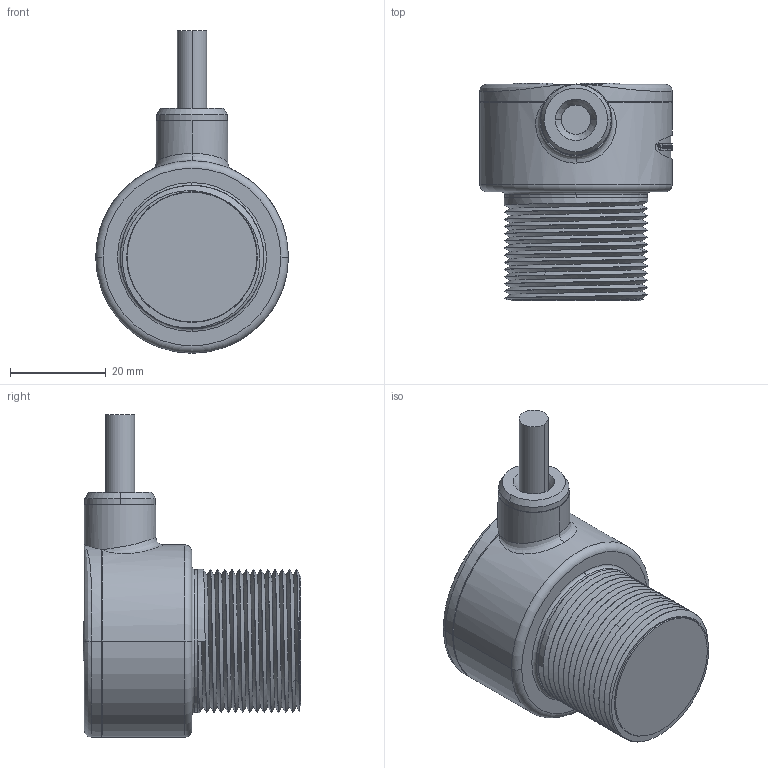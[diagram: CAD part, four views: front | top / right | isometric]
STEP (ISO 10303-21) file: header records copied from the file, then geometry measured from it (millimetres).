
FILE_DESCRIPTION((''),'2;1');
FILE_NAME('138419_SW','2008-10-09T',('banengservice'),('BANNER ENGINEERING'),'PRO/ENGINEER BY PARAMETRIC TECHNOLOGY CORPORATION, 2006170','PRO/ENGINEER BY PARAMETRIC TECHNOLOGY CORPORATION, 2006170','');
FILE_SCHEMA(('CONFIG_CONTROL_DESIGN'));
Length unit declared in the file: inch
Products named in the file (1): 138419_SW
Bounding box: 40.24 x 45.42 x 67.42 mm (x, y, z)
Volume: 45234.5 mm3; surface area: 11386.7 mm2
Topology: 1 solids, 1 shells, 395 faces, 1076 edges, 710 vertices
Faces by surface type: cylinder 221, plane 142, bspline 14, torus 8, cone 8, extrusion 2
Entity records: 19929 total; most frequent: CARTESIAN_POINT 10536, ORIENTED_EDGE 2148, DIRECTION 1652, EDGE_CURVE 1074, VERTEX_POINT 710, AXIS2_PLACEMENT_3D 605, VECTOR 442, LINE 440
